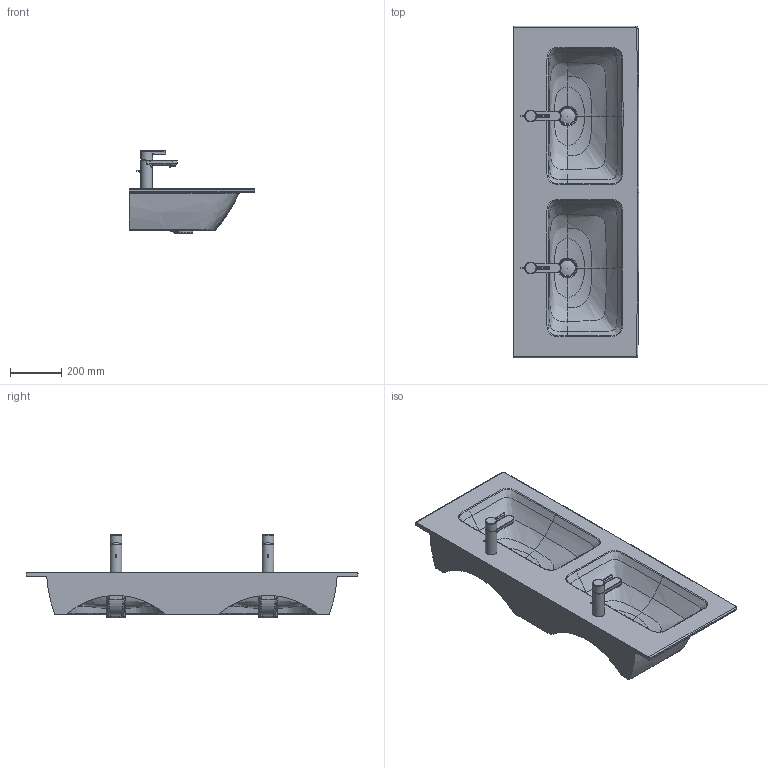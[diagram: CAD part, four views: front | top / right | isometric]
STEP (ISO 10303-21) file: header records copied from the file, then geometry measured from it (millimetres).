
FILE_DESCRIPTION((''),'2;1');
FILE_NAME('233613.stp','2016-06-08T14:00:35',('Administrator'),(''),'Autodesk Inventor 2011','Autodesk Inventor 2011','');
FILE_SCHEMA(('CONFIG_CONTROL_DESIGN'));
Length unit declared in the file: millimetre
Products named in the file (10): 233613; Armatur Durastyle Waschtisch; Fassung Sieb; Griff; Gehäuse; Hebel_Ventil; Gleitring; Kelch; Stopfen
Assembly tree (12 placements, depth 3):
  233613
    233613
    Armatur Durastyle Waschtisch  x2
      Fassung Sieb
      Griff
      Gehäuse
      Hebel_Ventil
      Gleitring
    Kelch  x2
    Stopfen  x2
Bounding box: 491.31 x 1300.26 x 325.61 mm (x, y, z)
Volume: 34193380.7 mm3; surface area: 2215152.3 mm2
Topology: 13 solids, 17 shells, 640 faces, 1545 edges, 929 vertices
Faces by surface type: bspline 286, cylinder 150, plane 142, torus 34, cone 18, sphere 10
Full cylindrical faces by diameter (mm): 4 x4, 20.15 x2, 21.15 x2, 23.15 x2, 25 x2, 35 x2, 42 x2, 44 x2, 46 x6, 60 x2
Entity records: 132704 total; most frequent: CARTESIAN_POINT 122312, ORIENTED_EDGE 2226, DIRECTION 1533, EDGE_CURVE 1115, VERTEX_POINT 680, AXIS2_PLACEMENT_3D 650, EDGE_LOOP 567, FACE_OUTER_BOUND 492
